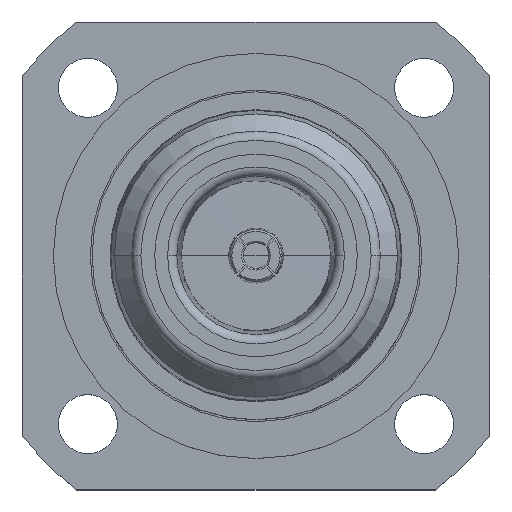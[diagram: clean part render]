
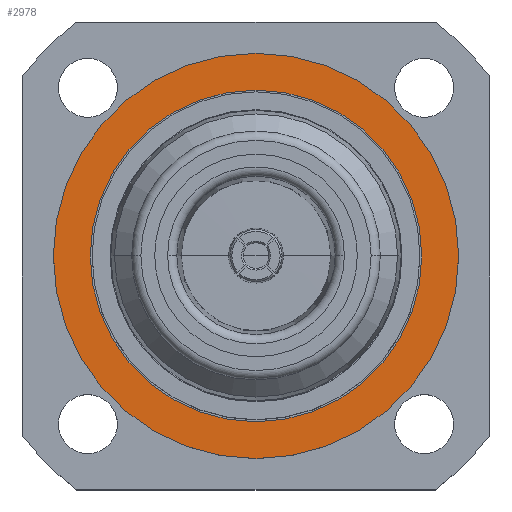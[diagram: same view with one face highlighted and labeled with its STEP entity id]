
A CAD part, top view. The second image highlights one B-rep face of the part: STEP entity #2978.
In plain terms, the highlighted planar face has unit normal (0, 0, 1).
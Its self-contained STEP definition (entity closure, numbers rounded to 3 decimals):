
#22 = FACE_OUTER_BOUND ( 'NONE', #5805, .T. ) ;
#56 = DIRECTION ( 'NONE',  ( 1., 0., 0. ) ) ;
#255 = ORIENTED_EDGE ( 'NONE', *, *, #4511, .F. ) ;
#403 = ORIENTED_EDGE ( 'NONE', *, *, #597, .F. ) ;
#459 = DIRECTION ( 'NONE',  ( 0., 0., 1. ) ) ;
#474 = DIRECTION ( 'NONE',  ( 0., 0., -1. ) ) ;
#597 = EDGE_CURVE ( 'NONE', #3186, #2639, #911, .T. ) ;
#685 = CARTESIAN_POINT ( 'NONE',  ( 0., 0., -16.2 ) ) ;
#911 = CIRCLE ( 'NONE', #2184, 9. ) ;
#1180 = DIRECTION ( 'NONE',  ( 1., 0., 0. ) ) ;
#1278 = CARTESIAN_POINT ( 'NONE',  ( 0., 0., -16.2 ) ) ;
#1359 = VERTEX_POINT ( 'NONE', #1436 ) ;
#1436 = CARTESIAN_POINT ( 'NONE',  ( -11., 0., -16.2 ) ) ;
#1448 = PLANE ( 'NONE',  #3677 ) ;
#1451 = EDGE_CURVE ( 'NONE', #1359, #4084, #4312, .T. ) ;
#1848 = AXIS2_PLACEMENT_3D ( 'NONE', #1278, #5192, #4337 ) ;
#1962 = CARTESIAN_POINT ( 'NONE',  ( 9., 0., -16.2 ) ) ;
#2150 = ORIENTED_EDGE ( 'NONE', *, *, #1451, .T. ) ;
#2184 = AXIS2_PLACEMENT_3D ( 'NONE', #4789, #459, #3410 ) ;
#2477 = EDGE_CURVE ( 'NONE', #4084, #1359, #3127, .T. ) ;
#2639 = VERTEX_POINT ( 'NONE', #4634 ) ;
#2808 = CIRCLE ( 'NONE', #5253, 9. ) ;
#2978 = ADVANCED_FACE ( 'NONE', ( #5242, #22 ), #1448, .F. ) ;
#2984 = EDGE_LOOP ( 'NONE', ( #403, #255 ) ) ;
#3006 = DIRECTION ( 'NONE',  ( 0., 0., 1. ) ) ;
#3127 = CIRCLE ( 'NONE', #3496, 11. ) ;
#3186 = VERTEX_POINT ( 'NONE', #1962 ) ;
#3410 = DIRECTION ( 'NONE',  ( 1., 0., 0. ) ) ;
#3431 = CARTESIAN_POINT ( 'NONE',  ( 0., 11., -16.2 ) ) ;
#3496 = AXIS2_PLACEMENT_3D ( 'NONE', #5917, #3006, #56 ) ;
#3677 = AXIS2_PLACEMENT_3D ( 'NONE', #3431, #474, #3917 ) ;
#3917 = DIRECTION ( 'NONE',  ( -1., 0., 0. ) ) ;
#4084 = VERTEX_POINT ( 'NONE', #5417 ) ;
#4102 = DIRECTION ( 'NONE',  ( 0., 0., 1. ) ) ;
#4312 = CIRCLE ( 'NONE', #1848, 11. ) ;
#4337 = DIRECTION ( 'NONE',  ( 1., 0., 0. ) ) ;
#4511 = EDGE_CURVE ( 'NONE', #2639, #3186, #2808, .T. ) ;
#4634 = CARTESIAN_POINT ( 'NONE',  ( -9., 0., -16.2 ) ) ;
#4789 = CARTESIAN_POINT ( 'NONE',  ( 0., 0., -16.2 ) ) ;
#5192 = DIRECTION ( 'NONE',  ( 0., 0., 1. ) ) ;
#5242 = FACE_BOUND ( 'NONE', #2984, .T. ) ;
#5253 = AXIS2_PLACEMENT_3D ( 'NONE', #685, #4102, #1180 ) ;
#5417 = CARTESIAN_POINT ( 'NONE',  ( 11., 0., -16.2 ) ) ;
#5805 = EDGE_LOOP ( 'NONE', ( #5963, #2150 ) ) ;
#5917 = CARTESIAN_POINT ( 'NONE',  ( 0., 0., -16.2 ) ) ;
#5963 = ORIENTED_EDGE ( 'NONE', *, *, #2477, .T. ) ;
